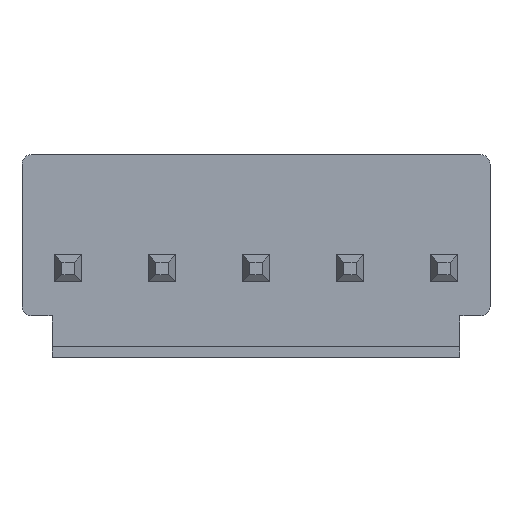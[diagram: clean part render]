
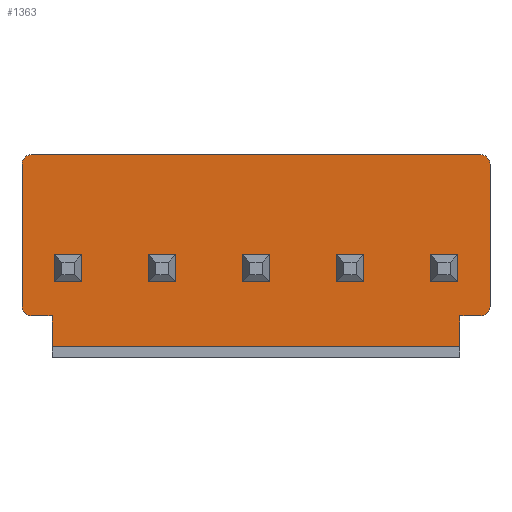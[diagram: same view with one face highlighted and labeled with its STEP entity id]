
A CAD part, front view. The second image highlights one B-rep face of the part: STEP entity #1363.
In plain terms, the highlighted planar face has unit normal (0, -1, 0).
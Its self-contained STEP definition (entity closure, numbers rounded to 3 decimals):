
#26=PLANE('',#1474);
#113=FACE_OUTER_BOUND('',#203,.T.);
#203=EDGE_LOOP('',(#981,#982,#983,#984,#985,#986,#987,#988,#989,#990,#991,
#992));
#293=LINE('',#1962,#477);
#296=LINE('',#1968,#480);
#297=LINE('',#1970,#481);
#298=LINE('',#1972,#482);
#299=LINE('',#1974,#483);
#300=LINE('',#1976,#484);
#301=LINE('',#1980,#485);
#302=LINE('',#1984,#486);
#477=VECTOR('',#1580,10.);
#480=VECTOR('',#1585,10.);
#481=VECTOR('',#1586,10.);
#482=VECTOR('',#1587,10.);
#483=VECTOR('',#1588,10.);
#484=VECTOR('',#1589,10.);
#485=VECTOR('',#1592,10.);
#486=VECTOR('',#1595,10.);
#660=CIRCLE('',#1472,0.4);
#661=CIRCLE('',#1475,0.4);
#662=CIRCLE('',#1476,0.4);
#663=CIRCLE('',#1477,0.4);
#669=VERTEX_POINT('',#1955);
#670=VERTEX_POINT('',#1957);
#671=VERTEX_POINT('',#1961);
#673=VERTEX_POINT('',#1967);
#674=VERTEX_POINT('',#1969);
#675=VERTEX_POINT('',#1971);
#676=VERTEX_POINT('',#1973);
#677=VERTEX_POINT('',#1975);
#678=VERTEX_POINT('',#1977);
#679=VERTEX_POINT('',#1979);
#680=VERTEX_POINT('',#1981);
#681=VERTEX_POINT('',#1983);
#783=EDGE_CURVE('',#669,#670,#660,.T.);
#785=EDGE_CURVE('',#671,#670,#293,.T.);
#788=EDGE_CURVE('',#669,#673,#296,.T.);
#789=EDGE_CURVE('',#674,#673,#297,.T.);
#790=EDGE_CURVE('',#674,#675,#298,.T.);
#791=EDGE_CURVE('',#676,#675,#299,.T.);
#792=EDGE_CURVE('',#676,#677,#300,.T.);
#793=EDGE_CURVE('',#678,#677,#661,.T.);
#794=EDGE_CURVE('',#678,#679,#301,.T.);
#795=EDGE_CURVE('',#680,#679,#662,.T.);
#796=EDGE_CURVE('',#680,#681,#302,.T.);
#797=EDGE_CURVE('',#671,#681,#663,.T.);
#981=ORIENTED_EDGE('',*,*,#783,.F.);
#982=ORIENTED_EDGE('',*,*,#788,.T.);
#983=ORIENTED_EDGE('',*,*,#789,.F.);
#984=ORIENTED_EDGE('',*,*,#790,.T.);
#985=ORIENTED_EDGE('',*,*,#791,.F.);
#986=ORIENTED_EDGE('',*,*,#792,.T.);
#987=ORIENTED_EDGE('',*,*,#793,.F.);
#988=ORIENTED_EDGE('',*,*,#794,.T.);
#989=ORIENTED_EDGE('',*,*,#795,.F.);
#990=ORIENTED_EDGE('',*,*,#796,.T.);
#991=ORIENTED_EDGE('',*,*,#797,.F.);
#992=ORIENTED_EDGE('',*,*,#785,.T.);
#1363=ADVANCED_FACE('',(#113),#26,.F.);
#1472=AXIS2_PLACEMENT_3D('',#1958,#1575,#1576);
#1474=AXIS2_PLACEMENT_3D('',#1966,#1583,#1584);
#1475=AXIS2_PLACEMENT_3D('',#1978,#1590,#1591);
#1476=AXIS2_PLACEMENT_3D('',#1982,#1593,#1594);
#1477=AXIS2_PLACEMENT_3D('',#1985,#1596,#1597);
#1575=DIRECTION('center_axis',(0.,1.,0.));
#1576=DIRECTION('ref_axis',(-0.707,0.,-0.707));
#1580=DIRECTION('',(0.,0.,-1.));
#1583=DIRECTION('center_axis',(0.,1.,0.));
#1584=DIRECTION('ref_axis',(1.,0.,0.));
#1585=DIRECTION('',(1.,0.,0.));
#1586=DIRECTION('',(0.,0.,1.));
#1587=DIRECTION('',(1.,0.,0.));
#1588=DIRECTION('',(0.,0.,-1.));
#1589=DIRECTION('',(1.,0.,0.));
#1590=DIRECTION('center_axis',(0.,1.,0.));
#1591=DIRECTION('ref_axis',(0.707,0.,-0.707));
#1592=DIRECTION('',(0.,0.,1.));
#1593=DIRECTION('center_axis',(0.,1.,0.));
#1594=DIRECTION('ref_axis',(0.707,0.,0.707));
#1595=DIRECTION('',(-1.,0.,0.));
#1596=DIRECTION('center_axis',(0.,1.,0.));
#1597=DIRECTION('ref_axis',(-0.707,0.,0.707));
#1955=CARTESIAN_POINT('',(-9.47,0.,-3.4));
#1957=CARTESIAN_POINT('',(-9.87,0.,-3.));
#1958=CARTESIAN_POINT('Origin',(-9.47,0.,-3.));
#1961=CARTESIAN_POINT('',(-9.87,0.,3.));
#1962=CARTESIAN_POINT('',(-9.87,0.,3.4));
#1966=CARTESIAN_POINT('Origin',(0.,0.,0.));
#1967=CARTESIAN_POINT('',(-8.6,0.,-3.4));
#1968=CARTESIAN_POINT('',(-9.87,0.,-3.4));
#1969=CARTESIAN_POINT('',(-8.6,0.,-4.7));
#1970=CARTESIAN_POINT('',(-8.6,0.,-3.4));
#1971=CARTESIAN_POINT('',(8.6,0.,-4.7));
#1972=CARTESIAN_POINT('',(0.,0.,-4.7));
#1973=CARTESIAN_POINT('',(8.6,0.,-3.4));
#1974=CARTESIAN_POINT('',(8.6,0.,-3.4));
#1975=CARTESIAN_POINT('',(9.47,0.,-3.4));
#1976=CARTESIAN_POINT('',(-9.87,0.,-3.4));
#1977=CARTESIAN_POINT('',(9.87,0.,-3.));
#1978=CARTESIAN_POINT('Origin',(9.47,0.,-3.));
#1979=CARTESIAN_POINT('',(9.87,0.,3.));
#1980=CARTESIAN_POINT('',(9.87,0.,-3.4));
#1981=CARTESIAN_POINT('',(9.47,0.,3.4));
#1982=CARTESIAN_POINT('Origin',(9.47,0.,3.));
#1983=CARTESIAN_POINT('',(-9.47,0.,3.4));
#1984=CARTESIAN_POINT('',(9.87,0.,3.4));
#1985=CARTESIAN_POINT('Origin',(-9.47,0.,3.));
